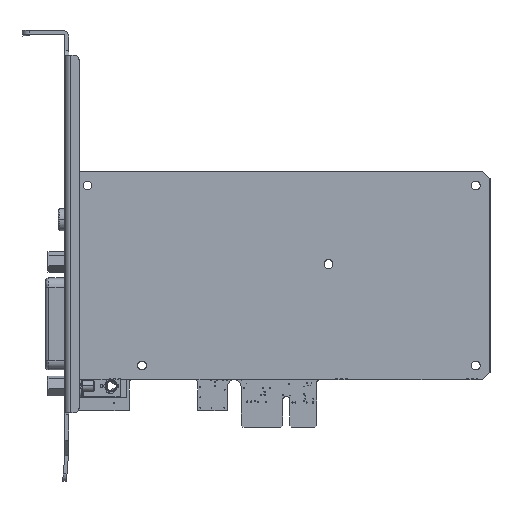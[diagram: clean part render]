
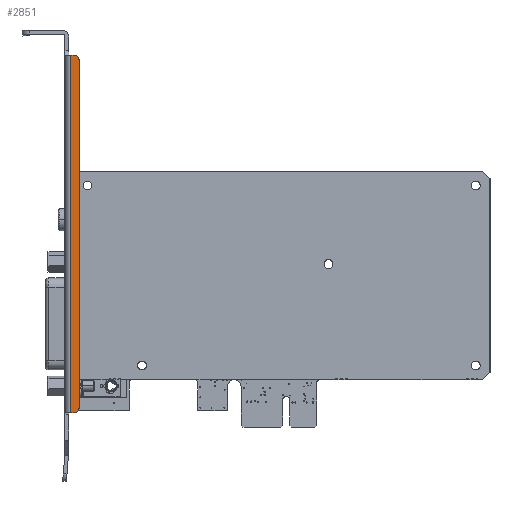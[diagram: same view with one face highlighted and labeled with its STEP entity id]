
A CAD part, top view. The second image highlights one B-rep face of the part: STEP entity #2851.
In plain terms, the highlighted planar face has unit normal (0, 0, 1).
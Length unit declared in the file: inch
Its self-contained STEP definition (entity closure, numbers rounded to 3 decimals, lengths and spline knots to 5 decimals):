
#2851 = ADVANCED_FACE ( 'NONE', ( #5846 ), #4702, .T. ) ;
#4702 = PLANE ( 'NONE',  #45870 ) ;
#5846 = FACE_OUTER_BOUND ( 'NONE', #38426, .T. ) ;
#9931 = DIRECTION ( 'NONE',  ( -1., 0., 0. ) ) ;
#13726 = LINE ( 'NONE', #170418, #49964 ) ;
#18476 = LINE ( 'NONE', #221686, #98455 ) ;
#27339 = CARTESIAN_POINT ( 'NONE',  ( 0.111, -0.312, 0.85 ) ) ;
#29854 = DIRECTION ( 'NONE',  ( 1., 0., 0. ) ) ;
#32615 = CARTESIAN_POINT ( 'NONE',  ( 0.061, -0.262, 0.85 ) ) ;
#34346 = LINE ( 'NONE', #153519, #112849 ) ;
#35970 = CARTESIAN_POINT ( 'NONE',  ( 0.02, -4.039, 0.85 ) ) ;
#36276 = ORIENTED_EDGE ( 'NONE', *, *, #196208, .T. ) ;
#38426 = EDGE_LOOP ( 'NONE', ( #36276, #156058, #135314, #64374, #92185, #145436 ) ) ;
#45870 = AXIS2_PLACEMENT_3D ( 'NONE', #205520, #153257, #170371 ) ;
#49119 = CIRCLE ( 'NONE', #59968, 0.05 ) ;
#49964 = VECTOR ( 'NONE', #189679, 39.37008 ) ;
#50163 = EDGE_CURVE ( 'NONE', #93587, #189891, #83927, .T. ) ;
#51883 = CARTESIAN_POINT ( 'NONE',  ( 0.02, -0.262, 0.85 ) ) ;
#58418 = DIRECTION ( 'NONE',  ( -1., 0., 0. ) ) ;
#59968 = AXIS2_PLACEMENT_3D ( 'NONE', #216483, #94963, #9931 ) ;
#64374 = ORIENTED_EDGE ( 'NONE', *, *, #50163, .T. ) ;
#80339 = AXIS2_PLACEMENT_3D ( 'NONE', #93445, #109335, #58418 ) ;
#83037 = CARTESIAN_POINT ( 'NONE',  ( 0.02, -2.1505, 0.85 ) ) ;
#83927 = CIRCLE ( 'NONE', #80339, 0.05 ) ;
#92185 = ORIENTED_EDGE ( 'NONE', *, *, #123165, .T. ) ;
#93445 = CARTESIAN_POINT ( 'NONE',  ( 0.061, -0.312, 0.85 ) ) ;
#93587 = VERTEX_POINT ( 'NONE', #27339 ) ;
#94963 = DIRECTION ( 'NONE',  ( 0., 0., 1. ) ) ;
#95367 = EDGE_CURVE ( 'NONE', #111992, #93587, #13726, .T. ) ;
#96652 = LINE ( 'NONE', #83037, #200441 ) ;
#98455 = VECTOR ( 'NONE', #122821, 39.37008 ) ;
#99756 = VERTEX_POINT ( 'NONE', #51883 ) ;
#109335 = DIRECTION ( 'NONE',  ( 0., 0., 1. ) ) ;
#111992 = VERTEX_POINT ( 'NONE', #169447 ) ;
#112849 = VECTOR ( 'NONE', #29854, 39.37008 ) ;
#122821 = DIRECTION ( 'NONE',  ( -1., 0., 0. ) ) ;
#122875 = CARTESIAN_POINT ( 'NONE',  ( 0.061, -4.039, 0.85 ) ) ;
#123165 = EDGE_CURVE ( 'NONE', #189891, #99756, #18476, .T. ) ;
#135314 = ORIENTED_EDGE ( 'NONE', *, *, #95367, .T. ) ;
#136145 = VERTEX_POINT ( 'NONE', #35970 ) ;
#140685 = VERTEX_POINT ( 'NONE', #122875 ) ;
#145436 = ORIENTED_EDGE ( 'NONE', *, *, #221544, .T. ) ;
#153257 = DIRECTION ( 'NONE',  ( 0., 0., 1. ) ) ;
#153519 = CARTESIAN_POINT ( 'NONE',  ( 0.0655, -4.039, 0.85 ) ) ;
#156058 = ORIENTED_EDGE ( 'NONE', *, *, #175053, .T. ) ;
#169447 = CARTESIAN_POINT ( 'NONE',  ( 0.111, -3.989, 0.85 ) ) ;
#170371 = DIRECTION ( 'NONE',  ( 1., 0., 0. ) ) ;
#170418 = CARTESIAN_POINT ( 'NONE',  ( 0.111, -2.1505, 0.85 ) ) ;
#175053 = EDGE_CURVE ( 'NONE', #140685, #111992, #49119, .T. ) ;
#183076 = DIRECTION ( 'NONE',  ( 0., -1., 0. ) ) ;
#189679 = DIRECTION ( 'NONE',  ( 0., 1., 0. ) ) ;
#189891 = VERTEX_POINT ( 'NONE', #32615 ) ;
#196208 = EDGE_CURVE ( 'NONE', #136145, #140685, #34346, .T. ) ;
#200441 = VECTOR ( 'NONE', #183076, 39.37008 ) ;
#205520 = CARTESIAN_POINT ( 'NONE',  ( 0.02, -4.039, 0.85 ) ) ;
#216483 = CARTESIAN_POINT ( 'NONE',  ( 0.061, -3.989, 0.85 ) ) ;
#221544 = EDGE_CURVE ( 'NONE', #99756, #136145, #96652, .T. ) ;
#221686 = CARTESIAN_POINT ( 'NONE',  ( 0.0655, -0.262, 0.85 ) ) ;
